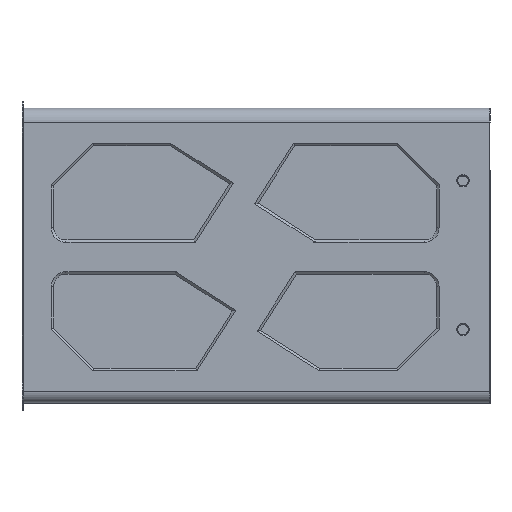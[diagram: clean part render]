
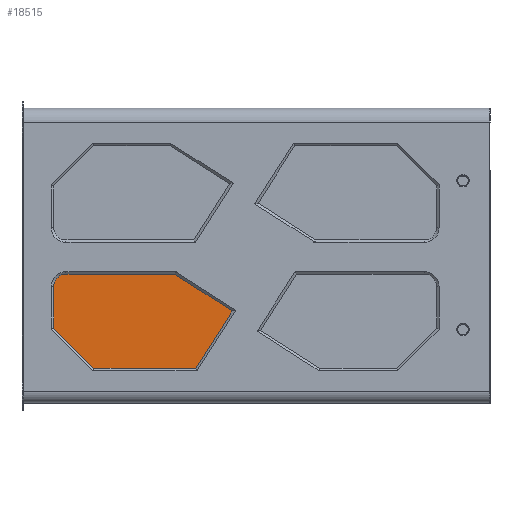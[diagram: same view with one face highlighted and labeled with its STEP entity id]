
A CAD part, left-side view. The second image highlights one B-rep face of the part: STEP entity #18515.
In plain terms, the highlighted planar face has unit normal (-1, 0, 0).
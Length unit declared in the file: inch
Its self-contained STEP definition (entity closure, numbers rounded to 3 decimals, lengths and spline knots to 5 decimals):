
#218 = AXIS2_PLACEMENT_3D ( 'NONE', #2987, #6418, #12773 ) ;
#618 = VECTOR ( 'NONE', #20079, 39.37008 ) ;
#655 = LINE ( 'NONE', #10156, #618 ) ;
#725 = CARTESIAN_POINT ( 'NONE',  ( -5.315, 4.08592, -2.18374 ) ) ;
#857 = EDGE_CURVE ( 'NONE', #6147, #3629, #8198, .T. ) ;
#867 = FACE_OUTER_BOUND ( 'NONE', #16604, .T. ) ;
#1083 = VERTEX_POINT ( 'NONE', #15500 ) ;
#1101 = DIRECTION ( 'NONE',  ( 0., 0., -1. ) ) ;
#2517 = ORIENTED_EDGE ( 'NONE', *, *, #8074, .T. ) ;
#2810 = LINE ( 'NONE', #9072, #13667 ) ;
#2987 = CARTESIAN_POINT ( 'NONE',  ( -5.315, 6.9157, -1.76621 ) ) ;
#3100 = DIRECTION ( 'NONE',  ( 0., 1., 0. ) ) ;
#3137 = VERTEX_POINT ( 'NONE', #13104 ) ;
#3629 = VERTEX_POINT ( 'NONE', #3650 ) ;
#3650 = CARTESIAN_POINT ( 'NONE',  ( -5.315, 6.9157, -1.55792 ) ) ;
#3924 = DIRECTION ( 'NONE',  ( -1., 0., 0. ) ) ;
#4133 = CARTESIAN_POINT ( 'NONE',  ( -5.315, 1., 0. ) ) ;
#4819 = VERTEX_POINT ( 'NONE', #10070 ) ;
#4863 = CARTESIAN_POINT ( 'NONE',  ( -5.315, 1., -1.55792 ) ) ;
#5305 = LINE ( 'NONE', #17731, #11554 ) ;
#5412 = EDGE_CURVE ( 'NONE', #3629, #4819, #9269, .T. ) ;
#5696 = VECTOR ( 'NONE', #3100, 39.37008 ) ;
#6147 = VERTEX_POINT ( 'NONE', #18019 ) ;
#6418 = DIRECTION ( 'NONE',  ( -1., 0., 0. ) ) ;
#6460 = EDGE_CURVE ( 'NONE', #3137, #20500, #5305, .T. ) ;
#6603 = LINE ( 'NONE', #17469, #12589 ) ;
#6660 = AXIS2_PLACEMENT_3D ( 'NONE', #4133, #3924, #10271 ) ;
#8074 = EDGE_CURVE ( 'NONE', #11370, #1083, #655, .T. ) ;
#8198 = LINE ( 'NONE', #4863, #5696 ) ;
#9066 = VECTOR ( 'NONE', #1101, 39.37008 ) ;
#9072 = CARTESIAN_POINT ( 'NONE',  ( -5.315, 4.08592, -2.18374 ) ) ;
#9235 = LINE ( 'NONE', #13735, #9066 ) ;
#9269 = CIRCLE ( 'NONE', #218, 0.20829 ) ;
#10070 = CARTESIAN_POINT ( 'NONE',  ( -5.315, 7.12399, -1.76621 ) ) ;
#10156 = CARTESIAN_POINT ( 'NONE',  ( -5.315, 7.12399, -2.47638 ) ) ;
#10271 = DIRECTION ( 'NONE',  ( 0., 1., 0. ) ) ;
#11370 = VERTEX_POINT ( 'NONE', #15352 ) ;
#11554 = VECTOR ( 'NONE', #11659, 39.37008 ) ;
#11659 = DIRECTION ( 'NONE',  ( 0., -0.538, 0.843 ) ) ;
#12589 = VECTOR ( 'NONE', #16013, 39.37008 ) ;
#12773 = DIRECTION ( 'NONE',  ( 0., 0., 1. ) ) ;
#13104 = CARTESIAN_POINT ( 'NONE',  ( -5.315, 4.70837, -3.15905 ) ) ;
#13149 = ORIENTED_EDGE ( 'NONE', *, *, #857, .T. ) ;
#13667 = VECTOR ( 'NONE', #15536, 39.37008 ) ;
#13735 = CARTESIAN_POINT ( 'NONE',  ( -5.315, 7.12399, 0. ) ) ;
#13951 = EDGE_CURVE ( 'NONE', #4819, #11370, #9235, .T. ) ;
#15352 = CARTESIAN_POINT ( 'NONE',  ( -5.315, 7.12399, -2.47638 ) ) ;
#15500 = CARTESIAN_POINT ( 'NONE',  ( -5.315, 6.44132, -3.15905 ) ) ;
#15536 = DIRECTION ( 'NONE',  ( 0., 0.843, 0.538 ) ) ;
#15760 = ORIENTED_EDGE ( 'NONE', *, *, #16453, .T. ) ;
#16013 = DIRECTION ( 'NONE',  ( 0., -1., 0. ) ) ;
#16453 = EDGE_CURVE ( 'NONE', #1083, #3137, #6603, .T. ) ;
#16604 = EDGE_LOOP ( 'NONE', ( #18956, #13149, #18804, #16636, #2517, #15760, #19539 ) ) ;
#16636 = ORIENTED_EDGE ( 'NONE', *, *, #13951, .T. ) ;
#17469 = CARTESIAN_POINT ( 'NONE',  ( -5.315, 1., -3.15905 ) ) ;
#17731 = CARTESIAN_POINT ( 'NONE',  ( -5.315, 4.70837, -3.15905 ) ) ;
#18019 = CARTESIAN_POINT ( 'NONE',  ( -5.315, 5.0665, -1.55792 ) ) ;
#18226 = PLANE ( 'NONE',  #6660 ) ;
#18515 = ADVANCED_FACE ( 'NONE', ( #867 ), #18226, .T. ) ;
#18804 = ORIENTED_EDGE ( 'NONE', *, *, #5412, .T. ) ;
#18956 = ORIENTED_EDGE ( 'NONE', *, *, #20545, .T. ) ;
#19539 = ORIENTED_EDGE ( 'NONE', *, *, #6460, .T. ) ;
#20079 = DIRECTION ( 'NONE',  ( 0., -0.707, -0.707 ) ) ;
#20500 = VERTEX_POINT ( 'NONE', #725 ) ;
#20545 = EDGE_CURVE ( 'NONE', #20500, #6147, #2810, .T. ) ;
